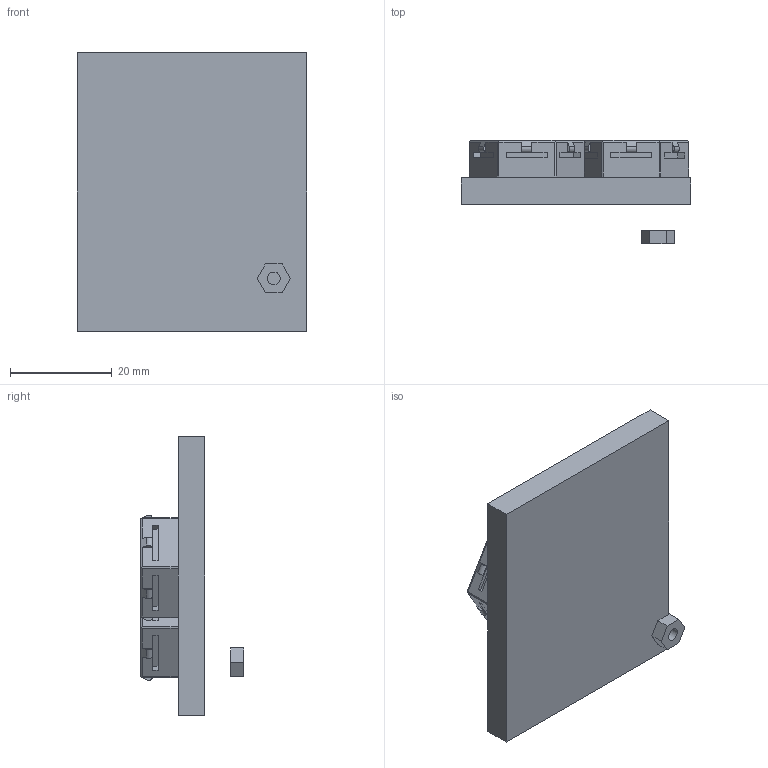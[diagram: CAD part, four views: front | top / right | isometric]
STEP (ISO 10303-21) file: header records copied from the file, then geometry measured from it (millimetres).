
FILE_DESCRIPTION(/* description */ (''),/* implementation_level */ '2;1');
FILE_NAME(/* name */ 'Xbox One Controller Holder v4.stp',/* time_stamp */ '2025-09-12T00:15:10+02:00',/* author */ (''),/* organization */ (''),/* preprocessor_version */ 'ST-DEVELOPER v20.1',/* originating_system */ 'Autodesk Translation Framework v14.10.0.0',/* authorisation */ '');
FILE_SCHEMA (('AUTOMOTIVE_DESIGN { 1 0 10303 214 3 1 1 }'));
Length unit declared in the file: millimetre
Products named in the file (2): Xbox One Controller Holder; M3 nut v3
Assembly tree (1 placements, depth 2):
  Xbox One Controller Holder
    M3 nut v3
Bounding box: 45.17 x 20.37 x 54.8 mm (x, y, z)
Volume: 15291.8 mm3; surface area: 8538.9 mm2
Topology: 2 solids, 2 shells, 187 faces, 549 edges, 358 vertices
Faces by surface type: plane 174, cylinder 13
Full cylindrical faces by diameter (mm): 2.5 x1
Entity records: 6183 total; most frequent: ORIENTED_EDGE 1098, CARTESIAN_POINT 1097, DIRECTION 955, EDGE_CURVE 549, LINE 523, VECTOR 523, VERTEX_POINT 358, AXIS2_PLACEMENT_3D 216
